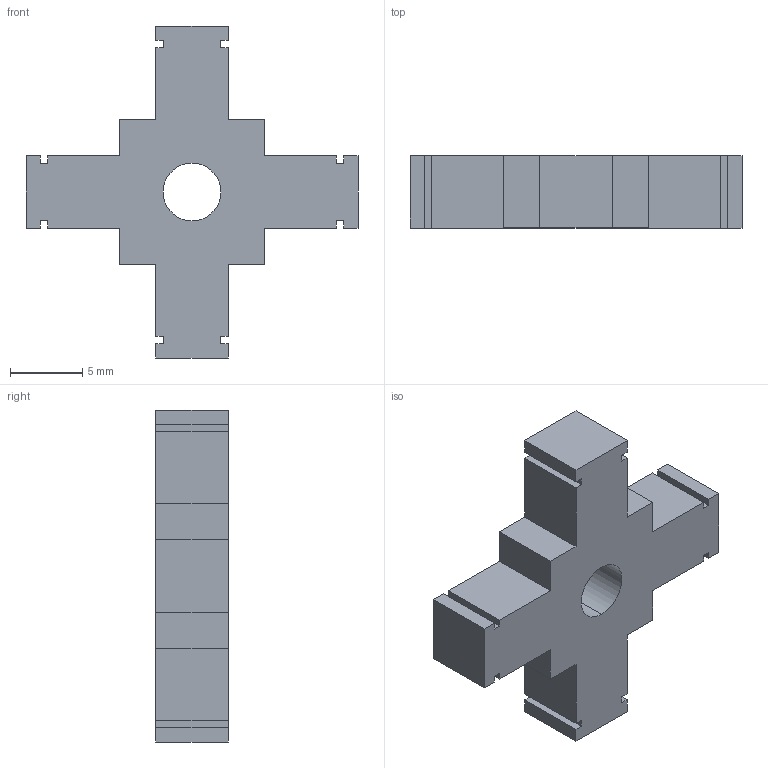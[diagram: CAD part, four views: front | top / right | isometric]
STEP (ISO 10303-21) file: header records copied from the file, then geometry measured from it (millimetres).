
FILE_DESCRIPTION (( 'STEP AP214' ), '1' );
FILE_NAME ('knee cross v2.STEP', '2024-05-09T04:26:16', ( '' ), ( '' ), 'SwSTEP 2.0', 'SolidWorks 2023', '' );
FILE_SCHEMA (( 'AUTOMOTIVE_DESIGN' ));
Length unit declared in the file: millimetre
Products named in the file (1): knee cross v2
Bounding box: 23 x 5 x 23 mm (x, y, z)
Volume: 1077.2 mm3; surface area: 993.7 mm2
Topology: 1 solids, 1 shells, 56 faces, 162 edges, 108 vertices
Faces by surface type: plane 54, cylinder 2
Entity records: 1837 total; most frequent: CARTESIAN_POINT 327, ORIENTED_EDGE 324, DIRECTION 280, EDGE_CURVE 162, LINE 158, VECTOR 158, VERTEX_POINT 108, AXIS2_PLACEMENT_3D 61
